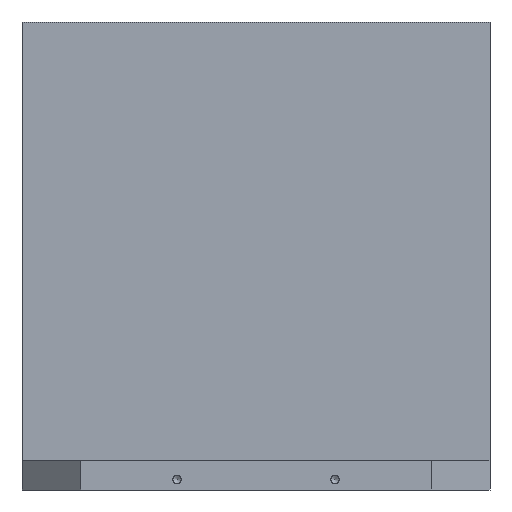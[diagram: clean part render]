
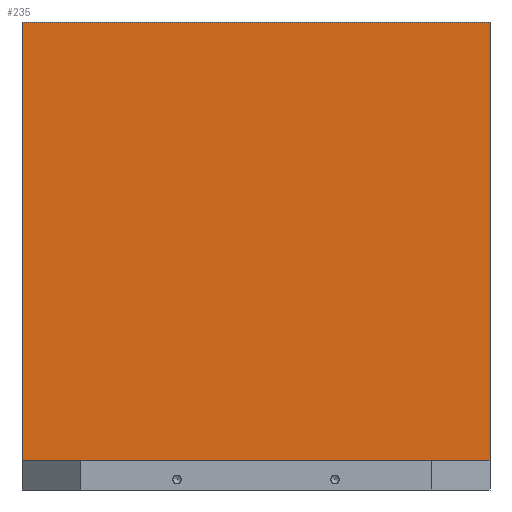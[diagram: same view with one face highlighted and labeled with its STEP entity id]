
A CAD part, front view. The second image highlights one B-rep face of the part: STEP entity #235.
In plain terms, the highlighted planar face has unit normal (0, -1, 0).
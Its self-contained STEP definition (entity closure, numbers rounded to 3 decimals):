
#235 = ADVANCED_FACE( '', ( #645 ), #646, .F. );
#645 = FACE_OUTER_BOUND( '', #1184, .T. );
#646 = PLANE( '', #1185 );
#1184 = EDGE_LOOP( '', ( #2535, #2536, #2537, #2538 ) );
#1185 = AXIS2_PLACEMENT_3D( '', #2539, #2540, #2541 );
#2535 = ORIENTED_EDGE( '', *, *, #2964, .F. );
#2536 = ORIENTED_EDGE( '', *, *, #3185, .F. );
#2537 = ORIENTED_EDGE( '', *, *, #2987, .T. );
#2538 = ORIENTED_EDGE( '', *, *, #2957, .T. );
#2539 = CARTESIAN_POINT( '', ( -400., -150., 800. ) );
#2540 = DIRECTION( '', ( 0., 1., 0. ) );
#2541 = DIRECTION( '', ( 0., 0., 1. ) );
#2957 = EDGE_CURVE( '', #3538, #3536, #3539, .T. );
#2964 = EDGE_CURVE( '', #3548, #3536, #3550, .T. );
#2987 = EDGE_CURVE( '', #3585, #3538, #3586, .T. );
#3185 = EDGE_CURVE( '', #3585, #3548, #3888, .T. );
#3536 = VERTEX_POINT( '', #5257 );
#3538 = VERTEX_POINT( '', #5260 );
#3539 = LINE( '', #5261, #5262 );
#3548 = VERTEX_POINT( '', #5275 );
#3550 = LINE( '', #5278, #5279 );
#3585 = VERTEX_POINT( '', #5326 );
#3586 = LINE( '', #5327, #5328 );
#3888 = LINE( '', #5724, #5725 );
#5257 = CARTESIAN_POINT( '', ( 400., -150., 50. ) );
#5260 = CARTESIAN_POINT( '', ( -400., -150., 50. ) );
#5261 = CARTESIAN_POINT( '', ( -400., -150., 50. ) );
#5262 = VECTOR( '', #6064, 1000. );
#5275 = CARTESIAN_POINT( '', ( 400., -150., 800. ) );
#5278 = CARTESIAN_POINT( '', ( 400., -150., 800. ) );
#5279 = VECTOR( '', #6073, 1000. );
#5326 = CARTESIAN_POINT( '', ( -400., -150., 800. ) );
#5327 = CARTESIAN_POINT( '', ( -400., -150., 800. ) );
#5328 = VECTOR( '', #6116, 1000. );
#5724 = CARTESIAN_POINT( '', ( -400., -150., 800. ) );
#5725 = VECTOR( '', #6493, 1000. );
#6064 = DIRECTION( '', ( 1., 0., 0. ) );
#6073 = DIRECTION( '', ( 0., 0., -1. ) );
#6116 = DIRECTION( '', ( 0., 0., -1. ) );
#6493 = DIRECTION( '', ( 1., 0., 0. ) );
